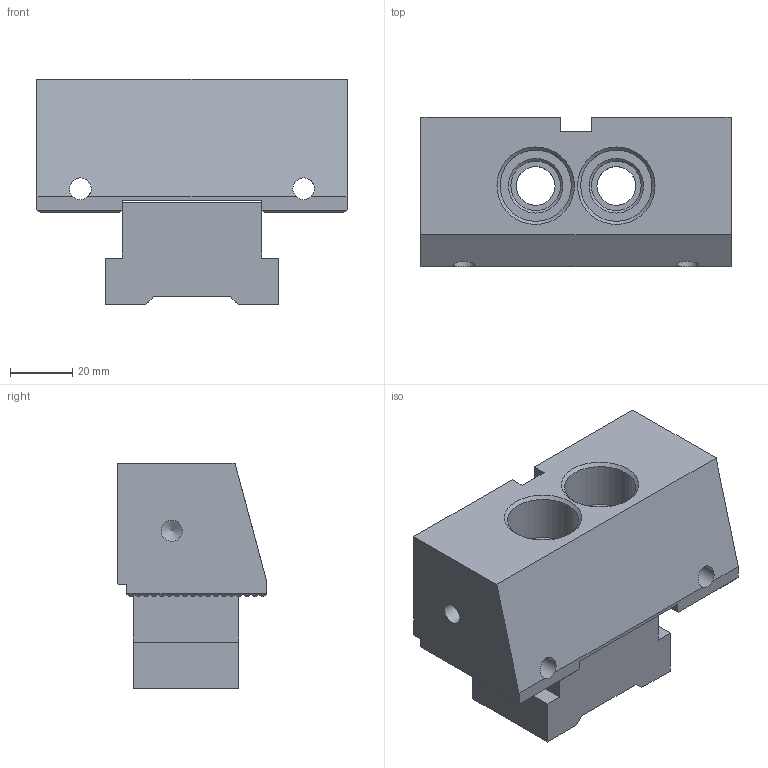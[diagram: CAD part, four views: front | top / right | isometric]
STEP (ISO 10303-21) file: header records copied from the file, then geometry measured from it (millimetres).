
FILE_DESCRIPTION( ( 'Unknown' ), '1' );
FILE_NAME( 'SVF-AB03-100.stp', 'Unknown', ( 'Unknown' ), ( 'Unknown' ), 'PSStep 17.0.49', 'Unknown', ' ' );
FILE_SCHEMA( ( 'AUTOMOTIVE_DESIGN { 1 0 10303 214 1 1 1 1 }' ) );
Length unit declared in the file: millimetre
Products named in the file (3): Assem1; 1-SVF-AB03-100-1; 1-SVF-AB03-100-2
Assembly tree (2 placements, depth 2):
  Assem1
    1-SVF-AB03-100-1
    1-SVF-AB03-100-2
Bounding box: 99.95 x 48 x 72.6 mm (x, y, z)
Volume: 189578.1 mm3; surface area: 40166.6 mm2
Topology: 2 solids, 2 shells, 177 faces, 523 edges, 348 vertices
Faces by surface type: plane 153, cylinder 14, cone 10
Full cylindrical faces by diameter (mm): 6.8 x4, 7 x2, 11 x2, 12.5 x2, 16 x2, 23 x2
Entity records: 7057 total; most frequent: CARTESIAN_POINT 995, ORIENTED_EDGE 962, DIRECTION 889, EDGE_CURVE 481, LINE 433, VECTOR 433, VERTEX_POINT 334, AXIS2_PLACEMENT_3D 228
